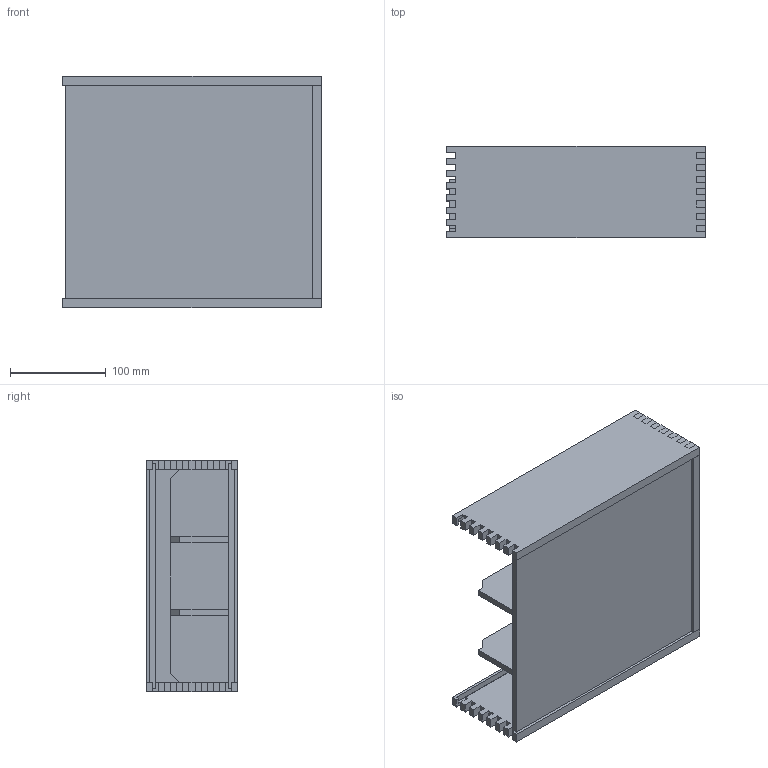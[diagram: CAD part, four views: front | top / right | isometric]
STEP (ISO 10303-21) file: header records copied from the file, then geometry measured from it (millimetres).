
FILE_DESCRIPTION(/* description */ (''),/* implementation_level */ '2;1');
FILE_NAME(/* name */ 'box-cut.step',/* time_stamp */ '2019-06-18T19:17:23-04:00',/* author */ (''),/* organization */ (''),/* preprocessor_version */ 'ST-DEVELOPER v18',/* originating_system */ 'Autodesk Translation Framework v8.2.0.1029',/* authorisation */ '');
FILE_SCHEMA (('AUTOMOTIVE_DESIGN { 1 0 10303 214 3 1 1 }'));
Length unit declared in the file: inch
Products named in the file (3): Tea Box 3/8 -1/4 - precut; Box Bottom; Slots
Assembly tree (2 placements, depth 2):
  Tea Box 3/8 -1/4 - precut
    Box Bottom
    Slots
Bounding box: 269.88 x 95.25 x 241.3 mm (x, y, z)
Volume: 1369472 mm3; surface area: 457981.8 mm2
Topology: 8 solids, 8 shells, 324 faces, 936 edges, 628 vertices
Faces by surface type: plane 324
Entity records: 10517 total; most frequent: CARTESIAN_POINT 1893, ORIENTED_EDGE 1872, DIRECTION 1594, LINE 936, VECTOR 936, EDGE_CURVE 936, VERTEX_POINT 628, AXIS2_PLACEMENT_3D 329
